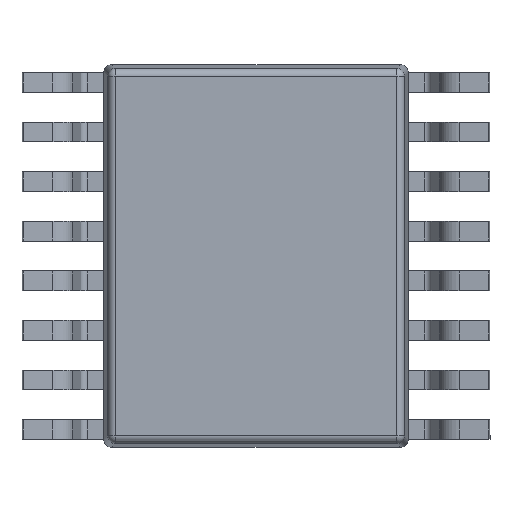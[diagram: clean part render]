
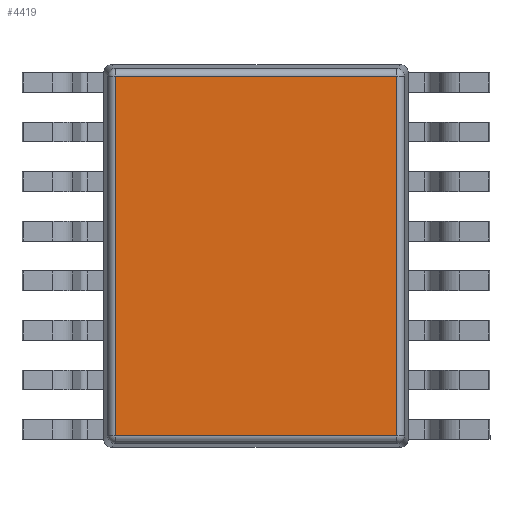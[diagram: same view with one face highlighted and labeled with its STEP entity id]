
A CAD part, front view. The second image highlights one B-rep face of the part: STEP entity #4419.
In plain terms, the highlighted planar face has unit normal (0, -1, 0).
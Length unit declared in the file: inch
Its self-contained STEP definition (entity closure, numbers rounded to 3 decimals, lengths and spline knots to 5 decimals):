
#167 = PLANE ( 'NONE',  #8290 ) ;
#221 = FACE_OUTER_BOUND ( 'NONE', #3642, .T. ) ;
#279 = DIRECTION ( 'NONE',  ( 1., 0., 0. ) ) ;
#560 = CARTESIAN_POINT ( 'NONE',  ( 0.07089, 0.01, -0.09064 ) ) ;
#771 = VECTOR ( 'NONE', #3389, 39.37008 ) ;
#1035 = LINE ( 'NONE', #6034, #6172 ) ;
#1081 = ORIENTED_EDGE ( 'NONE', *, *, #6380, .T. ) ;
#1095 = ORIENTED_EDGE ( 'NONE', *, *, #2225, .T. ) ;
#1542 = VERTEX_POINT ( 'NONE', #8578 ) ;
#1577 = DIRECTION ( 'NONE',  ( 0., 0., -1. ) ) ;
#1616 = CARTESIAN_POINT ( 'NONE',  ( 0.0745, 0.01, -0.09064 ) ) ;
#2225 = EDGE_CURVE ( 'NONE', #3133, #8686, #2815, .T. ) ;
#2509 = ORIENTED_EDGE ( 'NONE', *, *, #5952, .T. ) ;
#2671 = DIRECTION ( 'NONE',  ( 0., 0., 1. ) ) ;
#2706 = VERTEX_POINT ( 'NONE', #560 ) ;
#2815 = LINE ( 'NONE', #5487, #771 ) ;
#2892 = VECTOR ( 'NONE', #3853, 39.37008 ) ;
#3133 = VERTEX_POINT ( 'NONE', #7668 ) ;
#3389 = DIRECTION ( 'NONE',  ( -1., 0., 0. ) ) ;
#3642 = EDGE_LOOP ( 'NONE', ( #2509, #5584, #1081, #1095 ) ) ;
#3853 = DIRECTION ( 'NONE',  ( 1., 0., 0. ) ) ;
#4419 = ADVANCED_FACE ( 'NONE', ( #221 ), #167, .T. ) ;
#4702 = LINE ( 'NONE', #8429, #7239 ) ;
#5102 = EDGE_CURVE ( 'NONE', #1542, #2706, #7586, .T. ) ;
#5487 = CARTESIAN_POINT ( 'NONE',  ( -0.0745, 0.01, 0.09064 ) ) ;
#5584 = ORIENTED_EDGE ( 'NONE', *, *, #5102, .T. ) ;
#5738 = DIRECTION ( 'NONE',  ( 0., -1., 0. ) ) ;
#5952 = EDGE_CURVE ( 'NONE', #8686, #1542, #4702, .T. ) ;
#6034 = CARTESIAN_POINT ( 'NONE',  ( 0.07089, 0.01, 0.09425 ) ) ;
#6172 = VECTOR ( 'NONE', #2671, 39.37008 ) ;
#6176 = CARTESIAN_POINT ( 'NONE',  ( 0., 0.01, 0. ) ) ;
#6380 = EDGE_CURVE ( 'NONE', #2706, #3133, #1035, .T. ) ;
#7239 = VECTOR ( 'NONE', #1577, 39.37008 ) ;
#7586 = LINE ( 'NONE', #1616, #2892 ) ;
#7668 = CARTESIAN_POINT ( 'NONE',  ( 0.07089, 0.01, 0.09064 ) ) ;
#8290 = AXIS2_PLACEMENT_3D ( 'NONE', #6176, #5738, #279 ) ;
#8429 = CARTESIAN_POINT ( 'NONE',  ( -0.07089, 0.01, -0.09425 ) ) ;
#8502 = CARTESIAN_POINT ( 'NONE',  ( -0.07089, 0.01, 0.09064 ) ) ;
#8578 = CARTESIAN_POINT ( 'NONE',  ( -0.07089, 0.01, -0.09064 ) ) ;
#8686 = VERTEX_POINT ( 'NONE', #8502 ) ;
